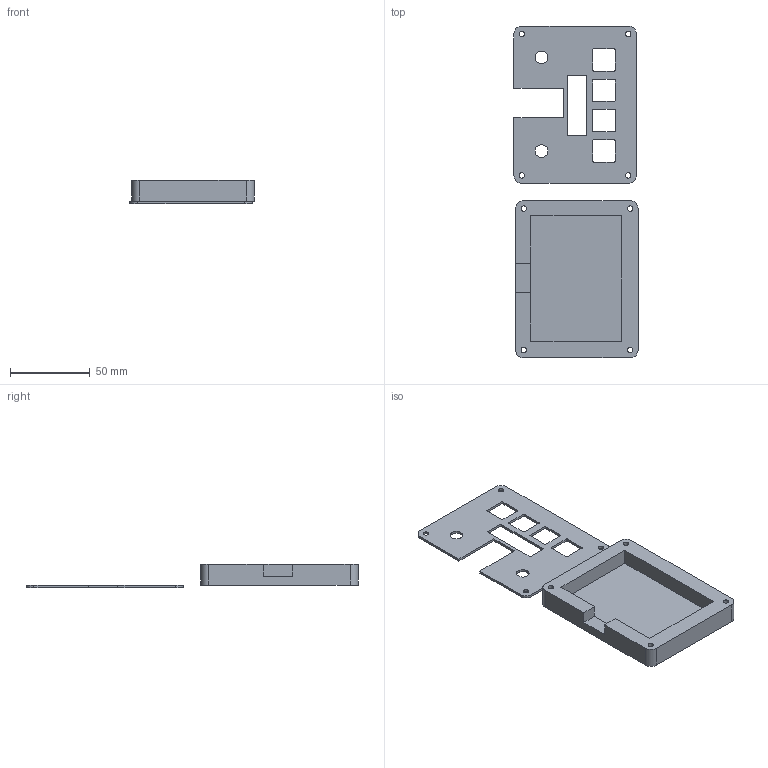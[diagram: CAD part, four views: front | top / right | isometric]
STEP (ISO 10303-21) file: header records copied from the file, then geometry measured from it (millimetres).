
FILE_DESCRIPTION(/* description */ (''),/* implementation_level */ '2;1');
FILE_NAME(/* name */ 'hackerpad.step',/* time_stamp */ '2026-01-06T23:35:02-07:00',/* author */ (''),/* organization */ (''),/* preprocessor_version */ 'ST-DEVELOPER v20.1',/* originating_system */ 'Autodesk Translation Framework v14.21.0.0',/* authorisation */ '');
FILE_SCHEMA (('AUTOMOTIVE_DESIGN { 1 0 10303 214 3 1 1 }'));
Length unit declared in the file: millimetre
Products named in the file (3): hackerpad; DP hackerpad; top plate
Assembly tree (2 placements, depth 2):
  hackerpad
    DP hackerpad
    top plate
Bounding box: 77.94 x 208.49 x 14.48 mm (x, y, z)
Volume: 59992 mm3; surface area: 35242.4 mm2
Topology: 2 solids, 2 shells, 260 faces, 714 edges, 476 vertices
Faces by surface type: plane 121, bspline 101, cylinder 38
Full cylindrical faces by diameter (mm): 3.4 x8, 6 x4, 8 x2
Entity records: 9309 total; most frequent: CARTESIAN_POINT 3172, ORIENTED_EDGE 1428, DIRECTION 916, EDGE_CURVE 714, VERTEX_POINT 476, LINE 436, VECTOR 436, EDGE_LOOP 308
